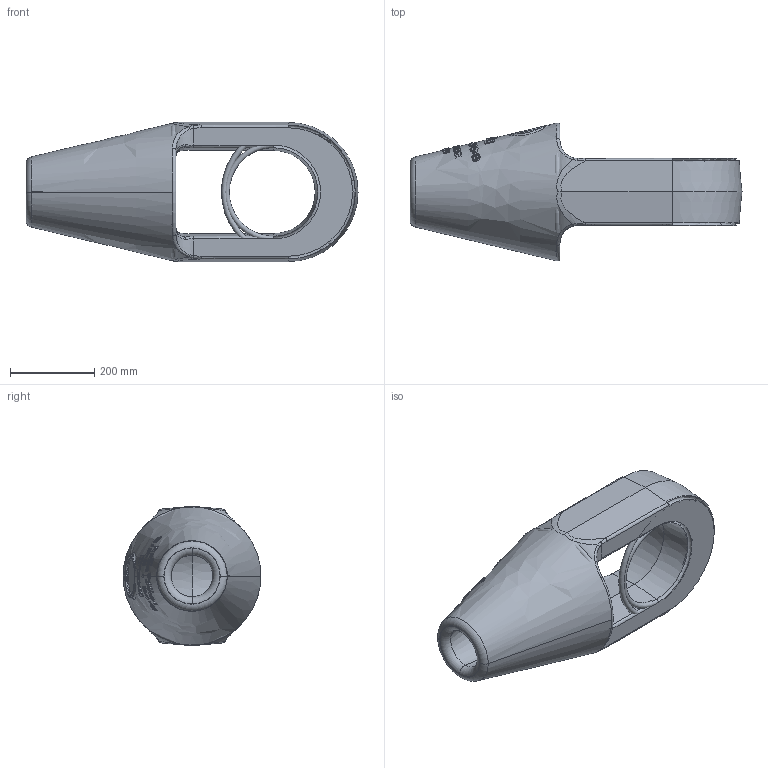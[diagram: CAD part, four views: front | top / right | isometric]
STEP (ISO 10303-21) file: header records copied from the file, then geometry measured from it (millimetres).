
FILE_DESCRIPTION((''),'2;1');
FILE_NAME('CROSBY_417_362_1041839-1041848','2011-08-31T',('Alan Doughty'),('The Crosby Group LLC'),'PRO/ENGINEER BY PARAMETRIC TECHNOLOGY CORPORATION, 2010230','PRO/ENGINEER BY PARAMETRIC TECHNOLOGY CORPORATION, 2010230','');
FILE_SCHEMA(('CONFIG_CONTROL_DESIGN'));
Products named in the file (1): CROSBY_417_362_1041839-1041848
Bounding box: 787.4 x 326.79 x 330.2 mm (x, y, z)
Surface area: 1225219.9 mm2 (no closed solid volume)
Topology: 0 solids, 0 shells, 769 faces, 4248 edges, 4234 vertices
Faces by surface type: bspline 747, torus 22
Entity records: 61644 total; most frequent: CARTESIAN_POINT 32797, DEFINITIONAL_REPRESENTATION 4220, PCURVE 4220, COMPOSITE_CURVE_SEGMENT 4220, B_SPLINE_CURVE_WITH_KNOTS 3894, DIRECTION 2605, TRIMMED_CURVE 2436, VECTOR 2311
